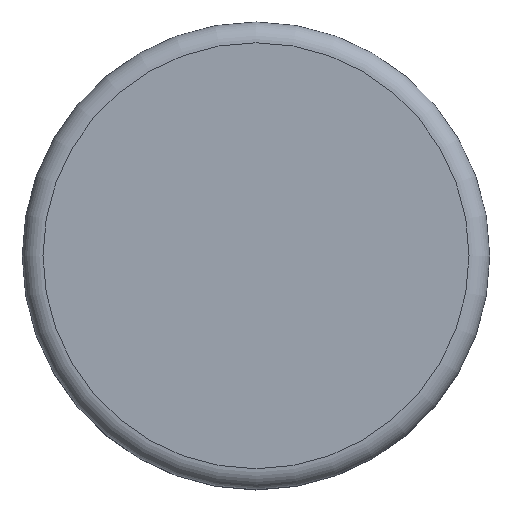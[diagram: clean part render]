
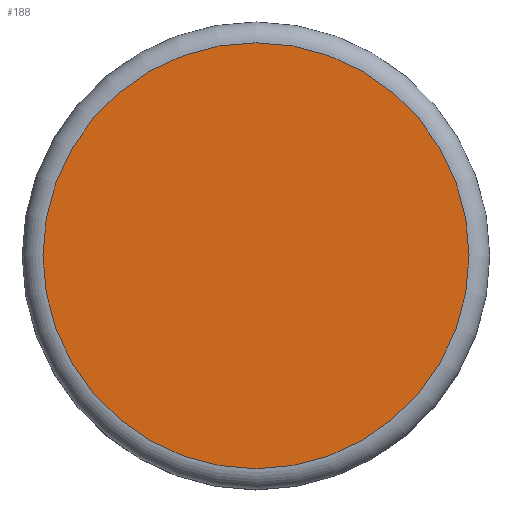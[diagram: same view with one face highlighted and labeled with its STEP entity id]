
A CAD part, top view. The second image highlights one B-rep face of the part: STEP entity #188.
In plain terms, the highlighted planar face has unit normal (0, 0, 1).
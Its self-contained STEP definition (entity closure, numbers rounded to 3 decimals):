
#13=DIRECTION('',(0.,0.,1.));
#27=DIRECTION('',(1.,0.,0.));
#30=DIRECTION('',(0.,0.,-1.));
#31=DIRECTION('',(-1.,0.,0.));
#160=VERTEX_POINT('',#161);
#161=CARTESIAN_POINT('',(6.6,-2.5,5.1));
#167=ORIENTED_EDGE('',*,*,#168,.F.);
#168=EDGE_CURVE('',#160,#160,#169,.T.);
#169=CIRCLE('',#170,4.1);
#170=AXIS2_PLACEMENT_3D('',#171,#13,#27);
#171=CARTESIAN_POINT('',(2.5,-2.5,5.1));
#188=ADVANCED_FACE('',(#189),#191,.F.);
#189=FACE_BOUND('',#190,.F.);
#190=EDGE_LOOP('',(#167));
#191=PLANE('',#192);
#192=AXIS2_PLACEMENT_3D('',#193,#30,#31);
#193=CARTESIAN_POINT('',(7.,-2.5,5.1));
